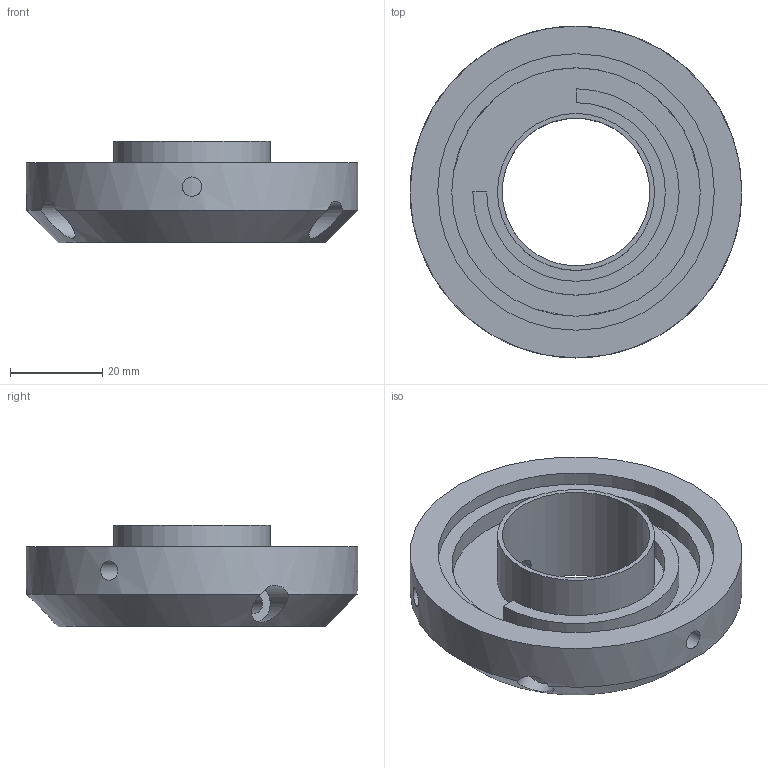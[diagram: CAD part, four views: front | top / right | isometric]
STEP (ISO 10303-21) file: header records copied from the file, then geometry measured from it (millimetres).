
FILE_DESCRIPTION(/* description */ (''),/* implementation_level */ '2;1');
FILE_NAME(/* name */ 'Pentax Adapter v3.step',/* time_stamp */ '2023-11-19T12:21:56-05:00',/* author */ (''),/* organization */ (''),/* preprocessor_version */ 'ST-DEVELOPER v20',/* originating_system */ 'Autodesk Translation Framework v12.14.0.127',/* authorisation */ '');
FILE_SCHEMA (('AUTOMOTIVE_DESIGN { 1 0 10303 214 3 1 1 }'));
Length unit declared in the file: millimetre
Products named in the file (1): Pentax Adapter
Bounding box: 71.9 x 71.9 x 22 mm (x, y, z)
Volume: 39451.8 mm3; surface area: 16149 mm2
Topology: 1 solids, 1 shells, 28 faces, 77 edges, 55 vertices
Faces by surface type: cylinder 16, plane 11, cone 1
Full cylindrical faces by diameter (mm): 4.2 x6, 8 x3, 32 x1, 34 x1, 53.8 x1, 59.9 x1, 71.9 x1
Entity records: 1352 total; most frequent: CARTESIAN_POINT 599, ORIENTED_EDGE 154, DIRECTION 129, EDGE_CURVE 77, VERTEX_POINT 55, AXIS2_PLACEMENT_3D 53, EDGE_LOOP 46, B_SPLINE_CURVE_WITH_KNOTS 30
